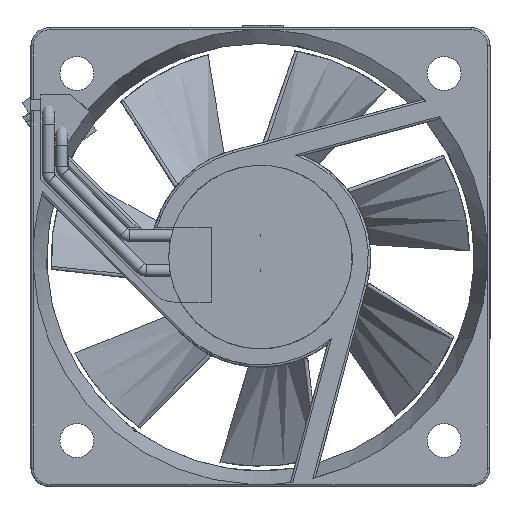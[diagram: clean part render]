
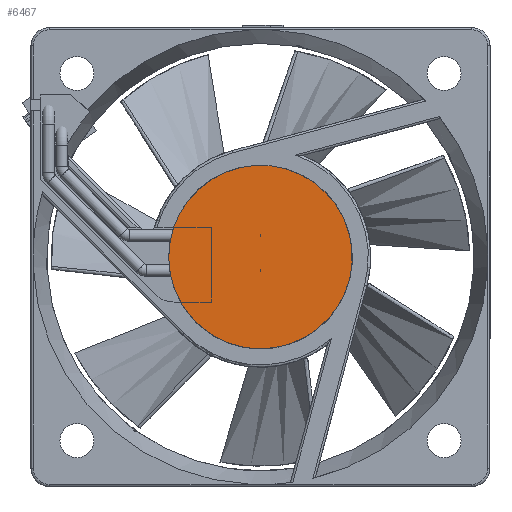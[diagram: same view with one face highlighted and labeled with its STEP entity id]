
A CAD part, front view. The second image highlights one B-rep face of the part: STEP entity #6467.
In plain terms, the highlighted planar face has unit normal (0, -1, 0).
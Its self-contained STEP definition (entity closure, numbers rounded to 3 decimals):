
#303 = DIRECTION ( 'NONE',  ( 0., -1., 0. ) ) ;
#415 = EDGE_CURVE ( 'NONE', #13693, #13693, #6183, .T. ) ;
#4254 = DIRECTION ( 'NONE',  ( 0., 0., -1. ) ) ;
#5168 = CARTESIAN_POINT ( 'NONE',  ( 0., -0.2, 0. ) ) ;
#5219 = DIRECTION ( 'NONE',  ( 0., 0., -1. ) ) ;
#5953 = EDGE_LOOP ( 'NONE', ( #13076 ) ) ;
#6183 = CIRCLE ( 'NONE', #8503, 10. ) ;
#6467 = ADVANCED_FACE ( 'NONE', ( #10757 ), #10973, .T. ) ;
#6548 = AXIS2_PLACEMENT_3D ( 'NONE', #5168, #11947, #5219 ) ;
#8389 = CARTESIAN_POINT ( 'NONE',  ( 0., -0.2, 0. ) ) ;
#8503 = AXIS2_PLACEMENT_3D ( 'NONE', #8389, #303, #4254 ) ;
#10757 = FACE_OUTER_BOUND ( 'NONE', #5953, .T. ) ;
#10973 = PLANE ( 'NONE',  #6548 ) ;
#11947 = DIRECTION ( 'NONE',  ( 0., -1., 0. ) ) ;
#13076 = ORIENTED_EDGE ( 'NONE', *, *, #415, .T. ) ;
#13236 = CARTESIAN_POINT ( 'NONE',  ( 0., -0.2, -10. ) ) ;
#13693 = VERTEX_POINT ( 'NONE', #13236 ) ;
